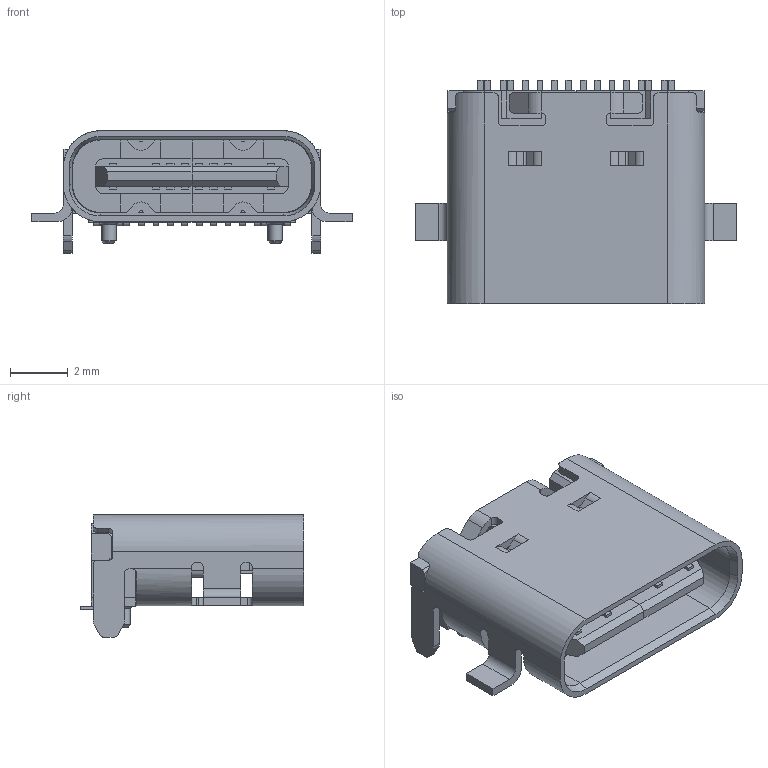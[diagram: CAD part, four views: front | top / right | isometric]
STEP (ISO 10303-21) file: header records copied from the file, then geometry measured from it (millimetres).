
FILE_DESCRIPTION(('FreeCAD Model'),'2;1');
FILE_NAME('Open CASCADE Shape Model','2025-05-20T11:38:39',('Author'),( ''),'Open CASCADE STEP processor 7.6','FreeCAD','Unknown');
FILE_SCHEMA(('AUTOMOTIVE_DESIGN { 1 0 10303 214 1 1 1 1 }'));
Length unit declared in the file: millimetre
Products named in the file (37): USB_C; USB_C_Receptacle_16P_TopMnt_Horizontal_GCT_USB4105-xx-A; USB_C_Receptacle_16P_TopMnt_Horizontal_GCT_USB4105-xx-A001; USB_C_Receptacle_16P_TopMnt_Horizontal_GCT_USB4105-xx-A002; USB_C_Receptacle_16P_TopMnt_Horizontal_GCT_USB4105-xx-A003; USB_C_Receptacle_16P_TopMnt_Horizontal_GCT_USB4105-xx-A004; USB_C_Receptacle_16P_TopMnt_Horizontal_GCT_USB4105-xx-A005; USB_C_Receptacle_16P_TopMnt_Horizontal_GCT_USB4105-xx-A006; USB_C_Receptacle_16P_TopMnt_Horizontal_GCT_USB4105-xx-A007; USB_C_Receptacle_16P_TopMnt_Horizontal_GCT_USB4105-xx-A008; USB_C_Receptacle_16P_TopMnt_Horizontal_GCT_USB4105-xx-A009; USB_C_Receptacle_16P_TopMnt_Horizontal_GCT_USB4105-xx-A010; USB_C_Receptacle_16P_TopMnt_Horizontal_GCT_USB4105-xx-A011; USB_C_Receptacle_16P_TopMnt_Horizontal_GCT_USB4105-xx-A012; USB_C_Receptacle_16P_TopMnt_Horizontal_GCT_USB4105-xx-A013; USB_C_Receptacle_16P_TopMnt_Horizontal_GCT_USB4105-xx-A014; USB_C_Receptacle_16P_TopMnt_Horizontal_GCT_USB4105-xx-A015; USB_C_Receptacle_16P_TopMnt_Horizontal_GCT_USB4105-xx-A016; USB_C_Receptacle_16P_TopMnt_Horizontal_GCT_USB4105-xx-A018; USB_C_Receptacle_16P_TopMnt_Horizontal_GCT_USB4105-xx-A019; USB_C_Receptacle_16P_TopMnt_Horizontal_GCT_USB4105-xx-A020; USB_C_Receptacle_16P_TopMnt_Horizontal_GCT_USB4105-xx-A021; USB_C_Receptacle_16P_TopMnt_Horizontal_GCT_USB4105-xx-A022; USB_C_Receptacle_16P_TopMnt_Horizontal_GCT_USB4105-xx-A023; USB_C_Receptacle_16P_TopMnt_Horizontal_GCT_USB4105-xx-A024; USB_C_Receptacle_16P_TopMnt_Horizontal_GCT_USB4105-xx-A025; USB_C_Receptacle_16P_TopMnt_Horizontal_GCT_USB4105-xx-A026; USB_C_Receptacle_16P_TopMnt_Horizontal_GCT_USB4105-xx-A027; USB_C_Receptacle_16P_TopMnt_Horizontal_GCT_USB4105-xx-A028; USB_C_Receptacle_16P_TopMnt_Horizontal_GCT_USB4105-xx-A029; USB_C_Receptacle_16P_TopMnt_Horizontal_GCT_USB4105-xx-A030; USB_C_Receptacle_16P_TopMnt_Horizontal_GCT_USB4105-xx-A031; USB_C_Receptacle_16P_TopMnt_Horizontal_GCT_USB4105-xx-A032; USB_C_Receptacle_16P_TopMnt_Horizontal_GCT_USB4105-xx-A033; USB_C_Receptacle_16P_TopMnt_Horizontal_GCT_USB4105-xx-A034; Case; Body
Assembly tree (36 placements, depth 3):
  USB_C
    USB_C_Receptacle_16P_TopMnt_Horizontal_GCT_USB4105-xx-A
    USB_C_Receptacle_16P_TopMnt_Horizontal_GCT_USB4105-xx-A001
    USB_C_Receptacle_16P_TopMnt_Horizontal_GCT_USB4105-xx-A002
    USB_C_Receptacle_16P_TopMnt_Horizontal_GCT_USB4105-xx-A003
    USB_C_Receptacle_16P_TopMnt_Horizontal_GCT_USB4105-xx-A004
    USB_C_Receptacle_16P_TopMnt_Horizontal_GCT_USB4105-xx-A005
    USB_C_Receptacle_16P_TopMnt_Horizontal_GCT_USB4105-xx-A006
    USB_C_Receptacle_16P_TopMnt_Horizontal_GCT_USB4105-xx-A007
    USB_C_Receptacle_16P_TopMnt_Horizontal_GCT_USB4105-xx-A008
    USB_C_Receptacle_16P_TopMnt_Horizontal_GCT_USB4105-xx-A009
    USB_C_Receptacle_16P_TopMnt_Horizontal_GCT_USB4105-xx-A010
    USB_C_Receptacle_16P_TopMnt_Horizontal_GCT_USB4105-xx-A011
    USB_C_Receptacle_16P_TopMnt_Horizontal_GCT_USB4105-xx-A012
    USB_C_Receptacle_16P_TopMnt_Horizontal_GCT_USB4105-xx-A013
    USB_C_Receptacle_16P_TopMnt_Horizontal_GCT_USB4105-xx-A014
    USB_C_Receptacle_16P_TopMnt_Horizontal_GCT_USB4105-xx-A015
    USB_C_Receptacle_16P_TopMnt_Horizontal_GCT_USB4105-xx-A016
    USB_C_Receptacle_16P_TopMnt_Horizontal_GCT_USB4105-xx-A018
    USB_C_Receptacle_16P_TopMnt_Horizontal_GCT_USB4105-xx-A019
    USB_C_Receptacle_16P_TopMnt_Horizontal_GCT_USB4105-xx-A020
    USB_C_Receptacle_16P_TopMnt_Horizontal_GCT_USB4105-xx-A021
    USB_C_Receptacle_16P_TopMnt_Horizontal_GCT_USB4105-xx-A022
    USB_C_Receptacle_16P_TopMnt_Horizontal_GCT_USB4105-xx-A023
    USB_C_Receptacle_16P_TopMnt_Horizontal_GCT_USB4105-xx-A024
    USB_C_Receptacle_16P_TopMnt_Horizontal_GCT_USB4105-xx-A025
    USB_C_Receptacle_16P_TopMnt_Horizontal_GCT_USB4105-xx-A026
    USB_C_Receptacle_16P_TopMnt_Horizontal_GCT_USB4105-xx-A027
    USB_C_Receptacle_16P_TopMnt_Horizontal_GCT_USB4105-xx-A028
    USB_C_Receptacle_16P_TopMnt_Horizontal_GCT_USB4105-xx-A029
    USB_C_Receptacle_16P_TopMnt_Horizontal_GCT_USB4105-xx-A030
    USB_C_Receptacle_16P_TopMnt_Horizontal_GCT_USB4105-xx-A031
    USB_C_Receptacle_16P_TopMnt_Horizontal_GCT_USB4105-xx-A032
    USB_C_Receptacle_16P_TopMnt_Horizontal_GCT_USB4105-xx-A033
    USB_C_Receptacle_16P_TopMnt_Horizontal_GCT_USB4105-xx-A034
    Case
      Body
Bounding box: 11.14 x 7.78 x 4.26 mm (x, y, z)
Volume: 120.1 mm3; surface area: 529.1 mm2
Topology: 35 solids, 35 shells, 525 faces, 1346 edges, 880 vertices
Faces by surface type: plane 395, cylinder 122, cone 8
Full cylindrical faces by diameter (mm): 0.5 x2
Entity records: 16838 total; most frequent: CARTESIAN_POINT 2892, DIRECTION 2724, ORIENTED_EDGE 2692, EDGE_CURVE 1346, LINE 1068, VECTOR 1068, VERTEX_POINT 880, AXIS2_PLACEMENT_3D 828
